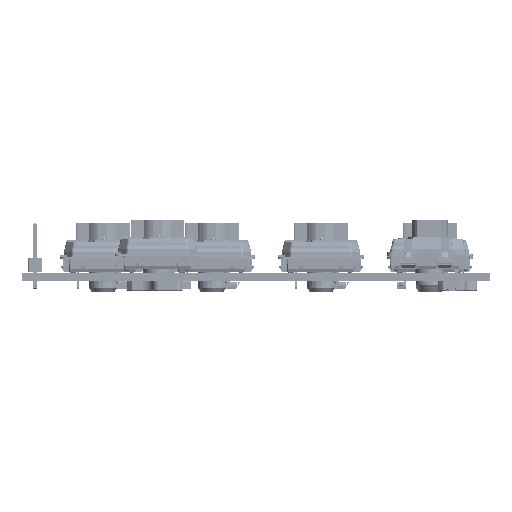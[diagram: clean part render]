
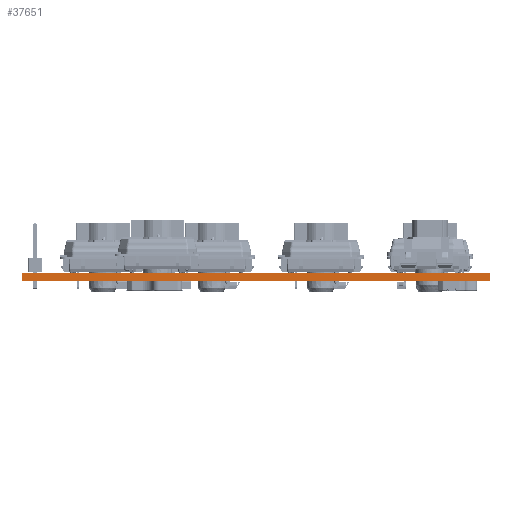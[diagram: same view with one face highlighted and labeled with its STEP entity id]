
A CAD part, front view. The second image highlights one B-rep face of the part: STEP entity #37651.
In plain terms, the highlighted planar face has unit normal (0, -1, 0).
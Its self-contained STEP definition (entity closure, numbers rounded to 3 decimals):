
#37651 = ADVANCED_FACE('',(#37652),#37686,.T.);
#37652 = FACE_BOUND('',#37653,.T.);
#37653 = EDGE_LOOP('',(#37654,#37664,#37672,#37680));
#37654 = ORIENTED_EDGE('',*,*,#37655,.T.);
#37655 = EDGE_CURVE('',#37656,#37658,#37660,.T.);
#37656 = VERTEX_POINT('',#37657);
#37657 = CARTESIAN_POINT('',(199.29,-273.61,0.));
#37658 = VERTEX_POINT('',#37659);
#37659 = CARTESIAN_POINT('',(199.29,-273.61,1.51));
#37660 = LINE('',#37661,#37662);
#37661 = CARTESIAN_POINT('',(199.29,-273.61,0.));
#37662 = VECTOR('',#37663,1.);
#37663 = DIRECTION('',(0.,0.,1.));
#37664 = ORIENTED_EDGE('',*,*,#37665,.T.);
#37665 = EDGE_CURVE('',#37658,#37666,#37668,.T.);
#37666 = VERTEX_POINT('',#37667);
#37667 = CARTESIAN_POINT('',(117.5,-273.61,1.51));
#37668 = LINE('',#37669,#37670);
#37669 = CARTESIAN_POINT('',(199.29,-273.61,1.51));
#37670 = VECTOR('',#37671,1.);
#37671 = DIRECTION('',(-1.,0.,0.));
#37672 = ORIENTED_EDGE('',*,*,#37673,.F.);
#37673 = EDGE_CURVE('',#37674,#37666,#37676,.T.);
#37674 = VERTEX_POINT('',#37675);
#37675 = CARTESIAN_POINT('',(117.5,-273.61,0.));
#37676 = LINE('',#37677,#37678);
#37677 = CARTESIAN_POINT('',(117.5,-273.61,0.));
#37678 = VECTOR('',#37679,1.);
#37679 = DIRECTION('',(0.,0.,1.));
#37680 = ORIENTED_EDGE('',*,*,#37681,.F.);
#37681 = EDGE_CURVE('',#37656,#37674,#37682,.T.);
#37682 = LINE('',#37683,#37684);
#37683 = CARTESIAN_POINT('',(199.29,-273.61,0.));
#37684 = VECTOR('',#37685,1.);
#37685 = DIRECTION('',(-1.,0.,0.));
#37686 = PLANE('',#37687);
#37687 = AXIS2_PLACEMENT_3D('',#37688,#37689,#37690);
#37688 = CARTESIAN_POINT('',(199.29,-273.61,0.));
#37689 = DIRECTION('',(0.,-1.,0.));
#37690 = DIRECTION('',(-1.,0.,0.));
